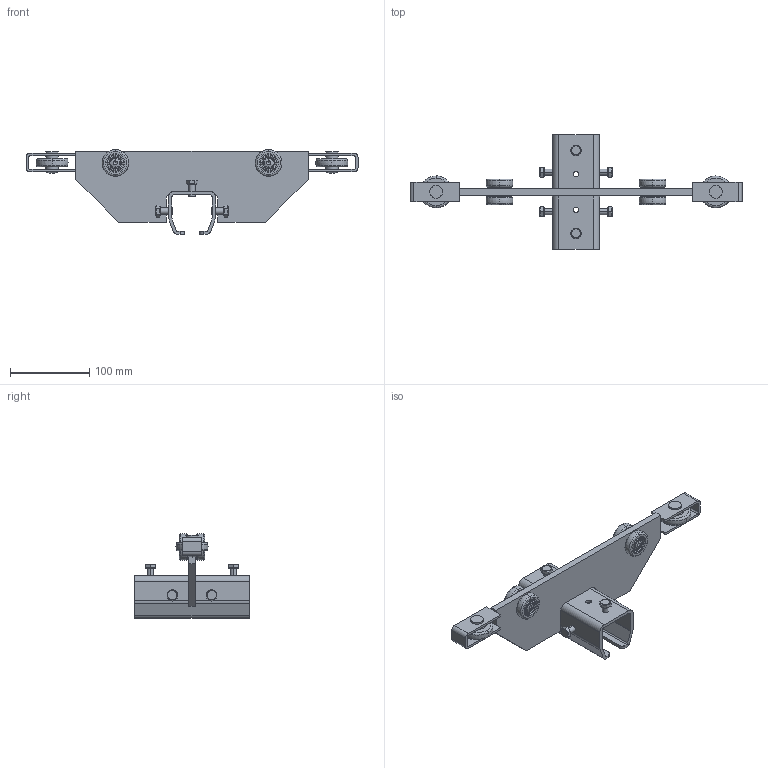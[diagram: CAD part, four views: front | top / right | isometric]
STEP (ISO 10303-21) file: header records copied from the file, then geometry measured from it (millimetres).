
FILE_DESCRIPTION (( 'STEP AP214' ), '1' );
FILE_NAME ('0041885.step', '2021-11-24T09:41:00', ( 'Windows-Benutzer' ), ( '' ), 'SwSTEP 2.0', 'SolidWorks 2020', '' );
FILE_SCHEMA (( 'AUTOMOTIVE_DESIGN' ));
Length unit declared in the file: millimetre
Products named in the file (1): 0041885
Bounding box: 420 x 145 x 107.46 mm (x, y, z)
Volume: 352040.8 mm3; surface area: 167253.1 mm2
Topology: 88 solids, 88 shells, 688 faces, 1636 edges, 1040 vertices
Faces by surface type: cylinder 226, plane 180, torus 128, sphere 108, cone 46
Entity records: 27117 total; most frequent: DIRECTION 3570, CARTESIAN_POINT 3447, ORIENTED_EDGE 2740, AXIS2_PLACEMENT_3D 1553, EDGE_CURVE 1370, VERTEX_POINT 890, CIRCLE 864, EDGE_LOOP 800
